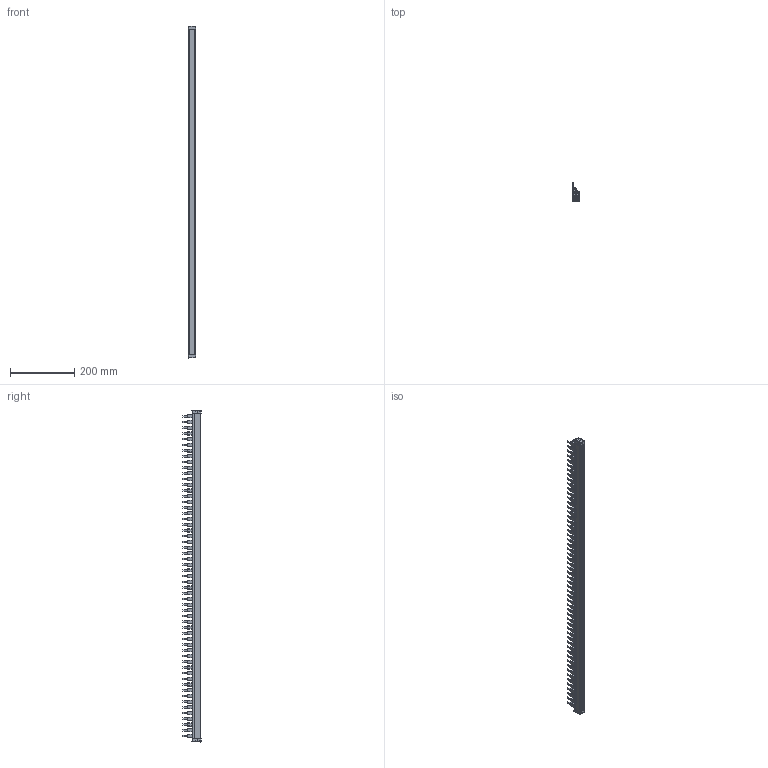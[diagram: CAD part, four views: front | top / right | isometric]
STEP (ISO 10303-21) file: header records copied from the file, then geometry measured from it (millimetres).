
FILE_DESCRIPTION(/* description */ (''),/* implementation_level */ '2;1');
FILE_NAME(/* name */ 'CBA3P57P25X.stp',/* time_stamp */ '2023-09-22T15:36:57+08:00',/* author */ (''),/* organization */ (''),/* preprocessor_version */ 'ST-DEVELOPER v16.7',/* originating_system */ 'SIEMENS PLM Software NX 12.0',/* authorisation */ '');
FILE_SCHEMA (('AUTOMOTIVE_DESIGN { 1 0 10303 214 3 1 1 1 }'));
Products named in the file (1): CBA3P57P25X
Bounding box: 21.9 x 56.62 x 1035.5 mm (x, y, z)
Volume: 366418.9 mm3; surface area: 544488.6 mm2
Topology: 64 solids, 64 shells, 11885 faces, 34012 edges, 22084 vertices
Faces by surface type: plane 8661, cylinder 2622, bspline 586, sphere 16
Entity records: 392047 total; most frequent: CARTESIAN_POINT 83954, ORIENTED_EDGE 67780, DIRECTION 59181, EDGE_CURVE 33890, LINE 27743, VECTOR 27743, VERTEX_POINT 22084, AXIS2_PLACEMENT_3D 15719
